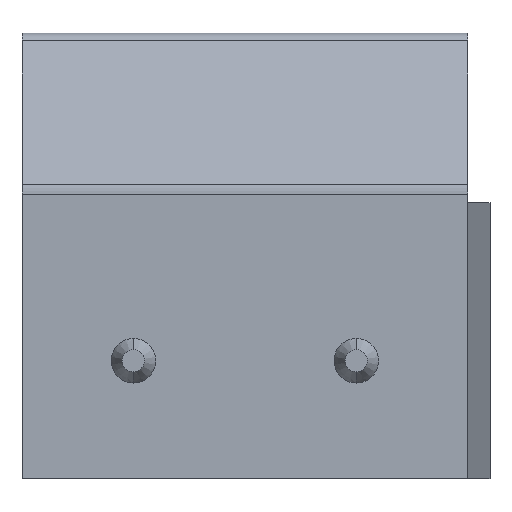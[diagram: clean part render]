
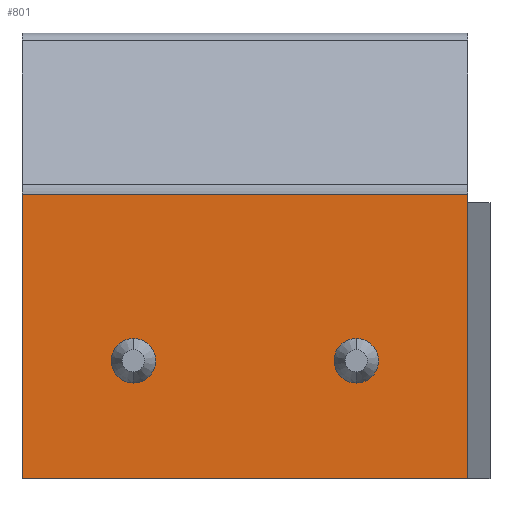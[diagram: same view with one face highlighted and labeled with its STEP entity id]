
A CAD part, front view. The second image highlights one B-rep face of the part: STEP entity #801.
In plain terms, the highlighted planar face has unit normal (0, -1, 0).
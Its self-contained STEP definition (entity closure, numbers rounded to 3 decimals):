
#46 = CIRCLE ( 'NONE', #1729, 0.5 ) ;
#269 = CARTESIAN_POINT ( 'NONE',  ( 2.5, 0.15, 2.65 ) ) ;
#287 = DIRECTION ( 'NONE',  ( 0., 1., 0. ) ) ;
#338 = DIRECTION ( 'NONE',  ( 0., 1., 0. ) ) ;
#365 = CIRCLE ( 'NONE', #1657, 0.5 ) ;
#372 = CARTESIAN_POINT ( 'NONE',  ( 10., 0.15, 6.7 ) ) ;
#379 = ORIENTED_EDGE ( 'NONE', *, *, #988, .T. ) ;
#468 = VERTEX_POINT ( 'NONE', #1521 ) ;
#506 = EDGE_LOOP ( 'NONE', ( #2511, #2082, #3726, #3701 ) ) ;
#523 = DIRECTION ( 'NONE',  ( 0., 0., -1. ) ) ;
#584 = CARTESIAN_POINT ( 'NONE',  ( 2.5, 0.15, 2.65 ) ) ;
#618 = FACE_BOUND ( 'NONE', #3032, .T. ) ;
#650 = CARTESIAN_POINT ( 'NONE',  ( 7.5, 0.15, 2.65 ) ) ;
#789 = AXIS2_PLACEMENT_3D ( 'NONE', #1188, #338, #2050 ) ;
#801 = ADVANCED_FACE ( 'NONE', ( #618, #1451, #2633 ), #2983, .F. ) ;
#820 = EDGE_CURVE ( 'NONE', #468, #2951, #1764, .T. ) ;
#870 = DIRECTION ( 'NONE',  ( 1., 0., 0. ) ) ;
#914 = DIRECTION ( 'NONE',  ( 0., 1., 0. ) ) ;
#988 = EDGE_CURVE ( 'NONE', #2924, #2805, #2899, .T. ) ;
#1188 = CARTESIAN_POINT ( 'NONE',  ( 15., 0.15, 6.7 ) ) ;
#1244 = VERTEX_POINT ( 'NONE', #3201 ) ;
#1262 = LINE ( 'NONE', #1336, #2214 ) ;
#1266 = EDGE_CURVE ( 'NONE', #2166, #2942, #365, .T. ) ;
#1336 = CARTESIAN_POINT ( 'NONE',  ( 15., 0.15, 0. ) ) ;
#1338 = CARTESIAN_POINT ( 'NONE',  ( 0., 0.15, 6.388 ) ) ;
#1342 = EDGE_CURVE ( 'NONE', #2942, #2166, #46, .T. ) ;
#1369 = DIRECTION ( 'NONE',  ( 0., 1., 0. ) ) ;
#1451 = FACE_OUTER_BOUND ( 'NONE', #506, .T. ) ;
#1515 = EDGE_CURVE ( 'NONE', #1244, #3430, #1262, .T. ) ;
#1521 = CARTESIAN_POINT ( 'NONE',  ( 10., 0.15, 6.388 ) ) ;
#1580 = DIRECTION ( 'NONE',  ( 0., 1., 0. ) ) ;
#1587 = CARTESIAN_POINT ( 'NONE',  ( 7.5, 0.15, 2.15 ) ) ;
#1595 = CARTESIAN_POINT ( 'NONE',  ( 2.5, 0.15, 3.15 ) ) ;
#1618 = CARTESIAN_POINT ( 'NONE',  ( 7.5, 0.15, 2.65 ) ) ;
#1657 = AXIS2_PLACEMENT_3D ( 'NONE', #269, #287, #870 ) ;
#1729 = AXIS2_PLACEMENT_3D ( 'NONE', #584, #914, #3582 ) ;
#1738 = VECTOR ( 'NONE', #523, 1000. ) ;
#1739 = ORIENTED_EDGE ( 'NONE', *, *, #2081, .T. ) ;
#1764 = LINE ( 'NONE', #2692, #1842 ) ;
#1842 = VECTOR ( 'NONE', #2928, 1000. ) ;
#1901 = AXIS2_PLACEMENT_3D ( 'NONE', #1618, #1369, #3661 ) ;
#1953 = CARTESIAN_POINT ( 'NONE',  ( 2.5, 0.15, 2.15 ) ) ;
#1961 = AXIS2_PLACEMENT_3D ( 'NONE', #650, #1580, #3067 ) ;
#2050 = DIRECTION ( 'NONE',  ( 0., 0., 1. ) ) ;
#2053 = EDGE_CURVE ( 'NONE', #2951, #3430, #2262, .T. ) ;
#2081 = EDGE_CURVE ( 'NONE', #2805, #2924, #3748, .T. ) ;
#2082 = ORIENTED_EDGE ( 'NONE', *, *, #2053, .T. ) ;
#2088 = LINE ( 'NONE', #372, #3806 ) ;
#2166 = VERTEX_POINT ( 'NONE', #1595 ) ;
#2214 = VECTOR ( 'NONE', #3597, 1000. ) ;
#2262 = LINE ( 'NONE', #3728, #1738 ) ;
#2433 = DIRECTION ( 'NONE',  ( 0., 0., -1. ) ) ;
#2511 = ORIENTED_EDGE ( 'NONE', *, *, #820, .T. ) ;
#2633 = FACE_BOUND ( 'NONE', #3594, .T. ) ;
#2692 = CARTESIAN_POINT ( 'NONE',  ( 15., 0.15, 6.388 ) ) ;
#2805 = VERTEX_POINT ( 'NONE', #3248 ) ;
#2899 = CIRCLE ( 'NONE', #1961, 0.5 ) ;
#2924 = VERTEX_POINT ( 'NONE', #1587 ) ;
#2928 = DIRECTION ( 'NONE',  ( -1., 0., 0. ) ) ;
#2942 = VERTEX_POINT ( 'NONE', #1953 ) ;
#2951 = VERTEX_POINT ( 'NONE', #1338 ) ;
#2975 = ORIENTED_EDGE ( 'NONE', *, *, #1342, .T. ) ;
#2983 = PLANE ( 'NONE',  #789 ) ;
#3032 = EDGE_LOOP ( 'NONE', ( #1739, #379 ) ) ;
#3067 = DIRECTION ( 'NONE',  ( 1., 0., 0. ) ) ;
#3187 = EDGE_CURVE ( 'NONE', #468, #1244, #2088, .T. ) ;
#3201 = CARTESIAN_POINT ( 'NONE',  ( 10., 0.15, 0. ) ) ;
#3248 = CARTESIAN_POINT ( 'NONE',  ( 7.5, 0.15, 3.15 ) ) ;
#3343 = CARTESIAN_POINT ( 'NONE',  ( 0., 0.15, 0. ) ) ;
#3430 = VERTEX_POINT ( 'NONE', #3343 ) ;
#3582 = DIRECTION ( 'NONE',  ( 1., 0., 0. ) ) ;
#3594 = EDGE_LOOP ( 'NONE', ( #3814, #2975 ) ) ;
#3597 = DIRECTION ( 'NONE',  ( -1., 0., 0. ) ) ;
#3661 = DIRECTION ( 'NONE',  ( 1., 0., 0. ) ) ;
#3701 = ORIENTED_EDGE ( 'NONE', *, *, #3187, .F. ) ;
#3726 = ORIENTED_EDGE ( 'NONE', *, *, #1515, .F. ) ;
#3728 = CARTESIAN_POINT ( 'NONE',  ( 0., 0.15, 6.7 ) ) ;
#3748 = CIRCLE ( 'NONE', #1901, 0.5 ) ;
#3806 = VECTOR ( 'NONE', #2433, 1000. ) ;
#3814 = ORIENTED_EDGE ( 'NONE', *, *, #1266, .T. ) ;
